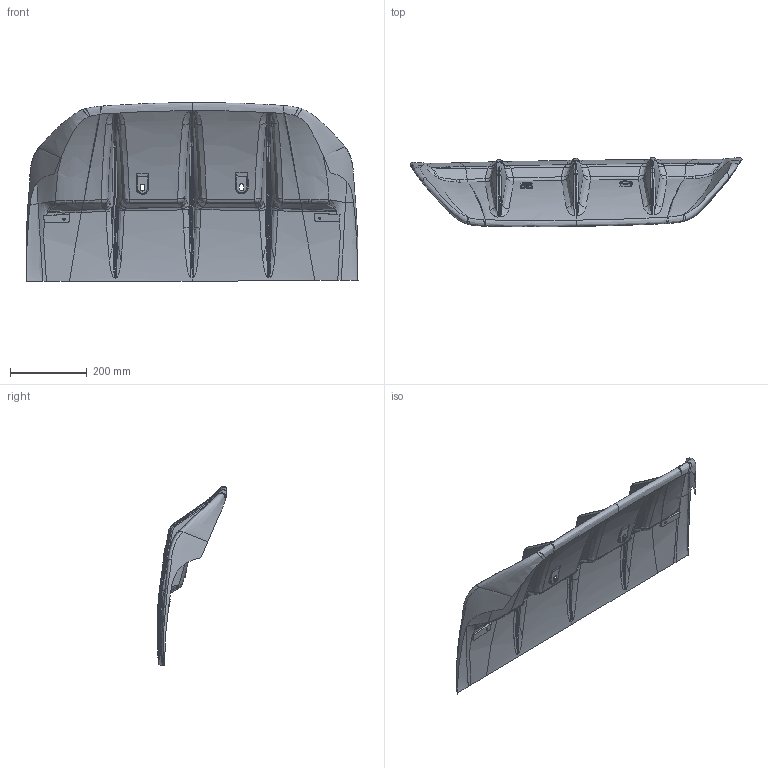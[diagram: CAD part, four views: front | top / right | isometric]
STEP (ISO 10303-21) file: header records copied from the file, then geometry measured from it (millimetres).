
FILE_DESCRIPTION( ('This file contains a STEP AP42 implementation' ,'as created by ZW3D STEP Interface translator.') ,'2;1' );
FILE_NAME( 'Difusor Portofino_V4.stp' ,'19 6 3. 01921', (''), ('ZWCAD Software Co.'), 'Version 1.0', 'ZW3D to STEP translator', '' );
FILE_SCHEMA( ('CONFIG_CONTROL_DESIGN') );
Length unit declared in the file: millimetre
Products named in the file (2): 0; Difusor Portofino_V4
Bounding box: 864.82 x 181.25 x 466.12 mm (x, y, z)
Volume: 13948.4 mm3; surface area: 530410.8 mm2
Topology: 2 solids, 3 shells, 244 faces, 627 edges, 391 vertices
Faces by surface type: bspline 244
Entity records: 88447 total; most frequent: CARTESIAN_POINT 84596, ORIENTED_EDGE 1168, EDGE_CURVE 597, B_SPLINE_CURVE_WITH_KNOTS 528, VERTEX_POINT 360, EDGE_LOOP 252, FACE_OUTER_BOUND 244, ADVANCED_FACE 244
